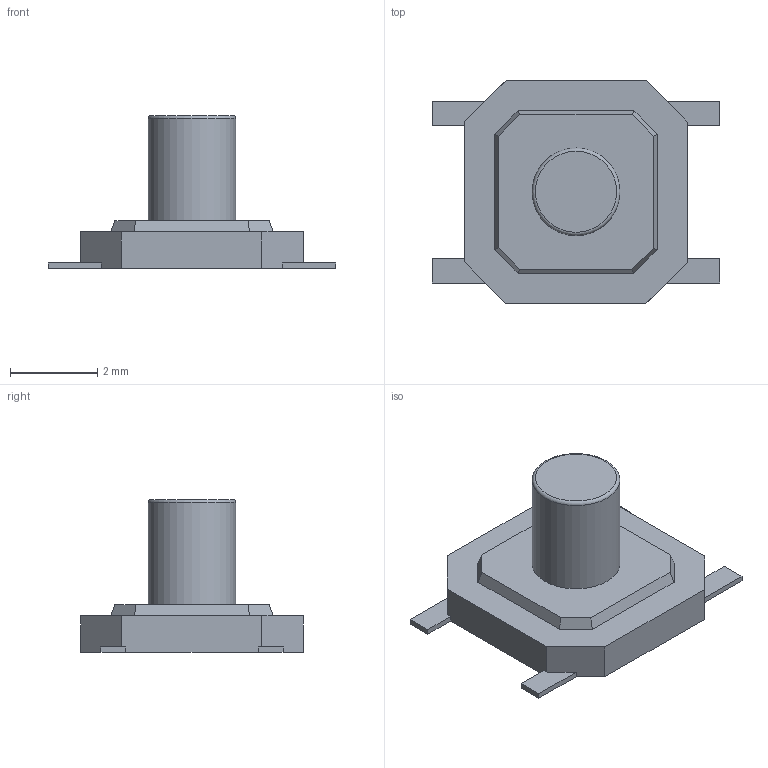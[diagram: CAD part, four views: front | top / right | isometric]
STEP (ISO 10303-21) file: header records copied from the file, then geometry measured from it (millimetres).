
FILE_DESCRIPTION(/* description */ ('Unknown'),/* implementation_level */ '2;1');
FILE_NAME(/* name */ 'Tactal Switch - SMD (5mmx 5mmx3.5mm)',/* time_stamp */ '2018-10-29T23:02:46-04:00',/* author */ ('Unknown'),/* organization */ ('Unknown'),/* preprocessor_version */ 'ST-DEVELOPER v16.7',/* originating_system */ 'DEX',/* authorisation */ $);
FILE_SCHEMA (('AUTOMOTIVE_DESIGN {1 0 10303 214 3 1 1}'));
Length unit declared in the file: millimetre
Products named in the file (1): Tactal Switch - SMD (5mmx 5mmx3.5mm)
Bounding box: 6.58 x 5.1 x 3.5 mm (x, y, z)
Volume: 31.1 mm3; surface area: 100.7 mm2
Topology: 1 solids, 21 shells, 210 faces, 498 edges, 332 vertices
Faces by surface type: plane 169, bspline 39, cylinder 1, torus 1
Full cylindrical faces by diameter (mm): 2.007 x1
Entity records: 8745 total; most frequent: CARTESIAN_POINT 3058, ORIENTED_EDGE 982, DIRECTION 574, EDGE_CURVE 491, VERTEX_POINT 331, B_SPLINE_CURVE_WITH_KNOTS 264, EDGE_LOOP 230, FACE_BOUND 230
